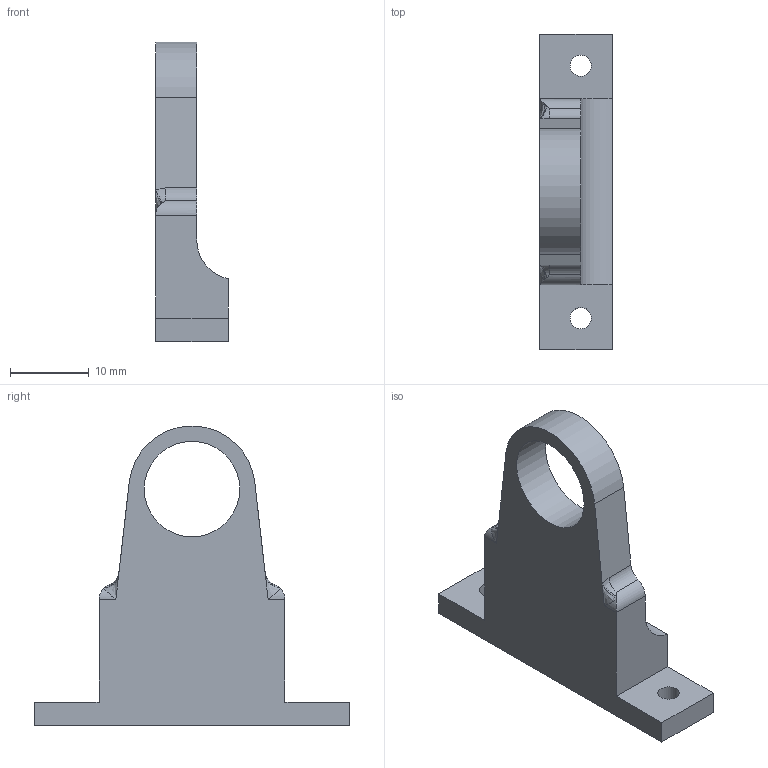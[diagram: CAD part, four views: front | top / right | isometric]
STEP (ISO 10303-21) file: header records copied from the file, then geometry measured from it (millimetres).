
FILE_DESCRIPTION(/* description */ (''),/* implementation_level */ '2;1');
FILE_NAME(/* name */ 'Bearing Base.step',/* time_stamp */ '2023-07-30T19:05:12+08:00',/* author */ (''),/* organization */ (''),/* preprocessor_version */ 'ST-DEVELOPER v19.2',/* originating_system */ 'Autodesk Translation Framework v11.17.0.187',/* authorisation */ '');
FILE_SCHEMA (('AUTOMOTIVE_DESIGN { 1 0 10303 214 3 1 1 }'));
Length unit declared in the file: millimetre
Products named in the file (1): Bearing Base
Bounding box: 9.2 x 40 x 37.97 mm (x, y, z)
Volume: 4504.2 mm3; surface area: 2652.4 mm2
Topology: 1 solids, 1 shells, 29 faces, 77 edges, 48 vertices
Faces by surface type: plane 12, cylinder 11, bspline 6
Full cylindrical faces by diameter (mm): 2.7 x2, 12.1 x1
Entity records: 1135 total; most frequent: CARTESIAN_POINT 382, ORIENTED_EDGE 150, DIRECTION 145, EDGE_CURVE 75, AXIS2_PLACEMENT_3D 50, VERTEX_POINT 48, LINE 45, VECTOR 45
